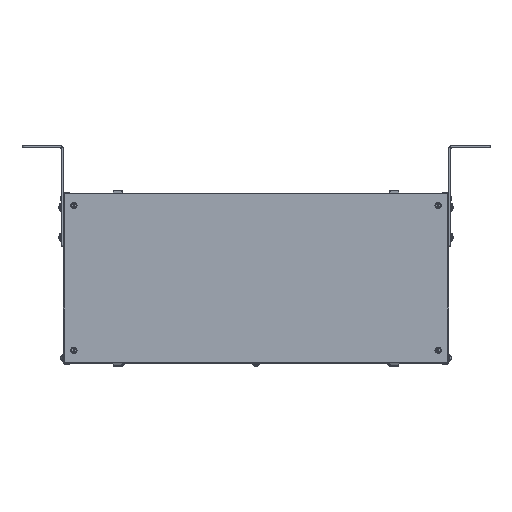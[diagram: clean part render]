
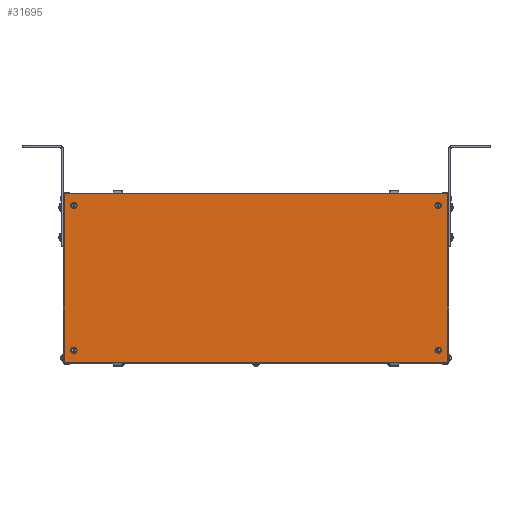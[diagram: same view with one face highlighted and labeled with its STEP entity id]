
A CAD part, top view. The second image highlights one B-rep face of the part: STEP entity #31695.
In plain terms, the highlighted planar face has unit normal (0, 0, 1).
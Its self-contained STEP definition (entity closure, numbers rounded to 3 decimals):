
#236=CARTESIAN_POINT('Line Origine',(-1.55,0.75,373.)) ;
#240=CARTESIAN_POINT('Vertex',(-1.55,-112.,373.)) ;
#242=CARTESIAN_POINT('Vertex',(-1.55,113.5,373.)) ;
#1586=CARTESIAN_POINT('Line Origine',(-513.95,0.75,373.)) ;
#1590=CARTESIAN_POINT('Vertex',(-513.95,113.5,373.)) ;
#1592=CARTESIAN_POINT('Vertex',(-513.95,-112.,373.)) ;
#3961=CARTESIAN_POINT('Vertex',(-12.212,-99.73,373.)) ;
#3977=CARTESIAN_POINT('Vertex',(-16.288,-92.27,373.)) ;
#3980=CARTESIAN_POINT('Axis2P3D Location',(-14.25,-96.,373.)) ;
#3997=CARTESIAN_POINT('Axis2P3D Location',(-14.25,-96.,373.)) ;
#4018=CARTESIAN_POINT('Vertex',(-11.817,94.015,373.)) ;
#4034=CARTESIAN_POINT('Vertex',(-16.683,100.985,373.)) ;
#4037=CARTESIAN_POINT('Axis2P3D Location',(-14.25,97.5,373.)) ;
#4054=CARTESIAN_POINT('Axis2P3D Location',(-14.25,97.5,373.)) ;
#6454=CARTESIAN_POINT('Vertex',(-499.212,93.77,373.)) ;
#6470=CARTESIAN_POINT('Vertex',(-503.288,101.23,373.)) ;
#6473=CARTESIAN_POINT('Axis2P3D Location',(-501.25,97.5,373.)) ;
#6490=CARTESIAN_POINT('Axis2P3D Location',(-501.25,97.5,373.)) ;
#6511=CARTESIAN_POINT('Vertex',(-499.212,-99.73,373.)) ;
#6527=CARTESIAN_POINT('Vertex',(-503.288,-92.27,373.)) ;
#6530=CARTESIAN_POINT('Axis2P3D Location',(-501.25,-96.,373.)) ;
#6547=CARTESIAN_POINT('Axis2P3D Location',(-501.25,-96.,373.)) ;
#31493=CARTESIAN_POINT('Line Origine',(-257.75,-112.,373.)) ;
#31604=CARTESIAN_POINT('Line Origine',(-257.75,113.5,373.)) ;
#31668=CARTESIAN_POINT('Axis2P3D Location',(-1.55,0.75,373.)) ;
#238=VECTOR('Line Direction',#237,1.) ;
#1588=VECTOR('Line Direction',#1587,1.) ;
#31495=VECTOR('Line Direction',#31494,1.) ;
#31606=VECTOR('Line Direction',#31605,1.) ;
#237=DIRECTION('Vector Direction',(0.,1.,0.)) ;
#1587=DIRECTION('Vector Direction',(0.,-1.,0.)) ;
#3981=DIRECTION('Axis2P3D Direction',(0.,0.,1.)) ;
#3998=DIRECTION('Axis2P3D Direction',(0.,0.,1.)) ;
#4038=DIRECTION('Axis2P3D Direction',(0.,0.,1.)) ;
#4055=DIRECTION('Axis2P3D Direction',(0.,0.,1.)) ;
#6474=DIRECTION('Axis2P3D Direction',(0.,0.,1.)) ;
#6491=DIRECTION('Axis2P3D Direction',(0.,0.,1.)) ;
#6531=DIRECTION('Axis2P3D Direction',(0.,0.,1.)) ;
#6548=DIRECTION('Axis2P3D Direction',(0.,0.,1.)) ;
#31494=DIRECTION('Vector Direction',(-1.,0.,0.)) ;
#31605=DIRECTION('Vector Direction',(1.,0.,0.)) ;
#31669=DIRECTION('Axis2P3D Direction',(-0.,0.,-1.)) ;
#31670=DIRECTION('Axis2P3D XDirection',(-1.,0.,0.)) ;
#3982=AXIS2_PLACEMENT_3D('Circle Axis2P3D',#3980,#3981,$) ;
#3999=AXIS2_PLACEMENT_3D('Circle Axis2P3D',#3997,#3998,$) ;
#4039=AXIS2_PLACEMENT_3D('Circle Axis2P3D',#4037,#4038,$) ;
#4056=AXIS2_PLACEMENT_3D('Circle Axis2P3D',#4054,#4055,$) ;
#6475=AXIS2_PLACEMENT_3D('Circle Axis2P3D',#6473,#6474,$) ;
#6492=AXIS2_PLACEMENT_3D('Circle Axis2P3D',#6490,#6491,$) ;
#6532=AXIS2_PLACEMENT_3D('Circle Axis2P3D',#6530,#6531,$) ;
#6549=AXIS2_PLACEMENT_3D('Circle Axis2P3D',#6547,#6548,$) ;
#31671=AXIS2_PLACEMENT_3D('Plane Axis2P3D',#31668,#31669,#31670) ;
#239=LINE('Line',#236,#238) ;
#1589=LINE('Line',#1586,#1588) ;
#31496=LINE('Line',#31493,#31495) ;
#31607=LINE('Line',#31604,#31606) ;
#3983=CIRCLE('generated circle',#3982,4.25) ;
#4000=CIRCLE('generated circle',#3999,4.25) ;
#4040=CIRCLE('generated circle',#4039,4.25) ;
#4057=CIRCLE('generated circle',#4056,4.25) ;
#6476=CIRCLE('generated circle',#6475,4.25) ;
#6493=CIRCLE('generated circle',#6492,4.25) ;
#6533=CIRCLE('generated circle',#6532,4.25) ;
#6550=CIRCLE('generated circle',#6549,4.25) ;
#31672=PLANE('',#31671) ;
#31682=FACE_BOUND('',#31679,.T.) ;
#31686=FACE_BOUND('',#31683,.T.) ;
#31690=FACE_BOUND('',#31687,.T.) ;
#31694=FACE_BOUND('',#31691,.T.) ;
#244=EDGE_CURVE('',#241,#243,#239,.T.) ;
#1594=EDGE_CURVE('',#1591,#1593,#1589,.T.) ;
#3984=EDGE_CURVE('',#3978,#3962,#3983,.T.) ;
#4001=EDGE_CURVE('',#3962,#3978,#4000,.T.) ;
#4041=EDGE_CURVE('',#4035,#4019,#4040,.T.) ;
#4058=EDGE_CURVE('',#4019,#4035,#4057,.T.) ;
#6477=EDGE_CURVE('',#6471,#6455,#6476,.T.) ;
#6494=EDGE_CURVE('',#6455,#6471,#6493,.T.) ;
#6534=EDGE_CURVE('',#6528,#6512,#6533,.T.) ;
#6551=EDGE_CURVE('',#6512,#6528,#6550,.T.) ;
#31497=EDGE_CURVE('',#241,#1593,#31496,.T.) ;
#31608=EDGE_CURVE('',#243,#1591,#31607,.F.) ;
#31674=ORIENTED_EDGE('',*,*,#244,.T.) ;
#31675=ORIENTED_EDGE('',*,*,#31608,.T.) ;
#31676=ORIENTED_EDGE('',*,*,#1594,.T.) ;
#31677=ORIENTED_EDGE('',*,*,#31497,.F.) ;
#31680=ORIENTED_EDGE('',*,*,#4041,.F.) ;
#31681=ORIENTED_EDGE('',*,*,#4058,.F.) ;
#31684=ORIENTED_EDGE('',*,*,#4001,.F.) ;
#31685=ORIENTED_EDGE('',*,*,#3984,.F.) ;
#31688=ORIENTED_EDGE('',*,*,#6551,.F.) ;
#31689=ORIENTED_EDGE('',*,*,#6534,.F.) ;
#31692=ORIENTED_EDGE('',*,*,#6494,.F.) ;
#31693=ORIENTED_EDGE('',*,*,#6477,.F.) ;
#31673=EDGE_LOOP('',(#31674,#31675,#31676,#31677)) ;
#31679=EDGE_LOOP('',(#31680,#31681)) ;
#31683=EDGE_LOOP('',(#31684,#31685)) ;
#31687=EDGE_LOOP('',(#31688,#31689)) ;
#31691=EDGE_LOOP('',(#31692,#31693)) ;
#241=VERTEX_POINT('',#240) ;
#243=VERTEX_POINT('',#242) ;
#1591=VERTEX_POINT('',#1590) ;
#1593=VERTEX_POINT('',#1592) ;
#3962=VERTEX_POINT('',#3961) ;
#3978=VERTEX_POINT('',#3977) ;
#4019=VERTEX_POINT('',#4018) ;
#4035=VERTEX_POINT('',#4034) ;
#6455=VERTEX_POINT('',#6454) ;
#6471=VERTEX_POINT('',#6470) ;
#6512=VERTEX_POINT('',#6511) ;
#6528=VERTEX_POINT('',#6527) ;
#31695=ADVANCED_FACE('PartBody',(#31678,#31682,#31686,#31690,#31694),#31672,.F.) ;
#31678=FACE_OUTER_BOUND('',#31673,.T.) ;
